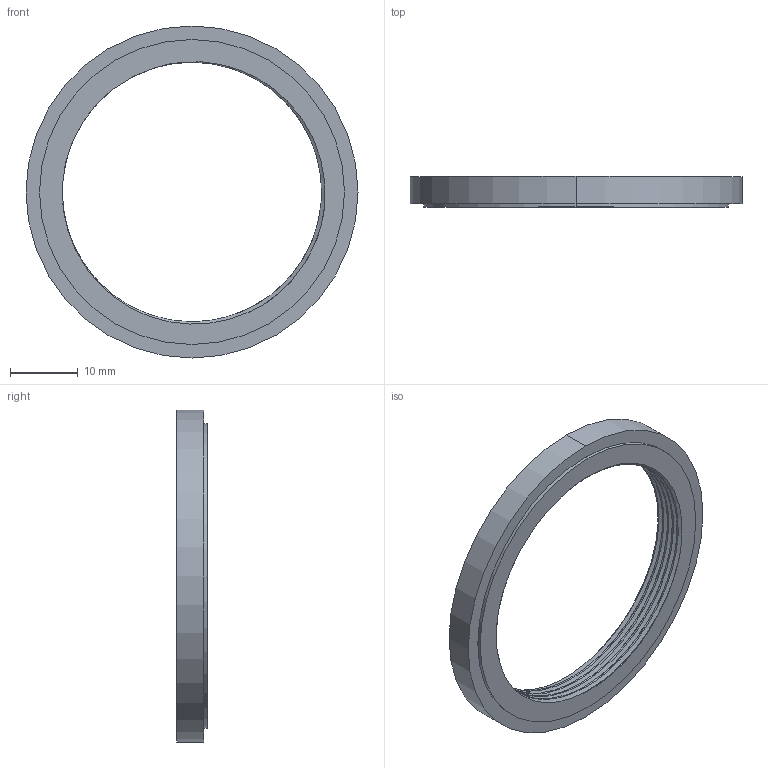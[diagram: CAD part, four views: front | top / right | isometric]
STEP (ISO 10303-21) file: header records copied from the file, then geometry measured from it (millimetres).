
FILE_DESCRIPTION (( 'STEP AP214' ), '1' );
FILE_NAME ('Ecrou excentrique.STEP', '2024-11-04T11:34:58', ( '' ), ( '' ), 'SwSTEP 2.0', 'SolidWorks 2024', '' );
FILE_SCHEMA (( 'AUTOMOTIVE_DESIGN' ));
Length unit declared in the file: millimetre
Products named in the file (1): Ecrou excentrique
Bounding box: 49 x 4.5 x 49 mm (x, y, z)
Volume: 2932.5 mm3; surface area: 3119.8 mm2
Topology: 1 solids, 1 shells, 38 faces, 87 edges, 58 vertices
Faces by surface type: cylinder 26, plane 9, bspline 3
Entity records: 3435 total; most frequent: CARTESIAN_POINT 2597, ORIENTED_EDGE 174, DIRECTION 165, EDGE_CURVE 87, AXIS2_PLACEMENT_3D 70, VERTEX_POINT 58, EDGE_LOOP 47, ADVANCED_FACE 38
